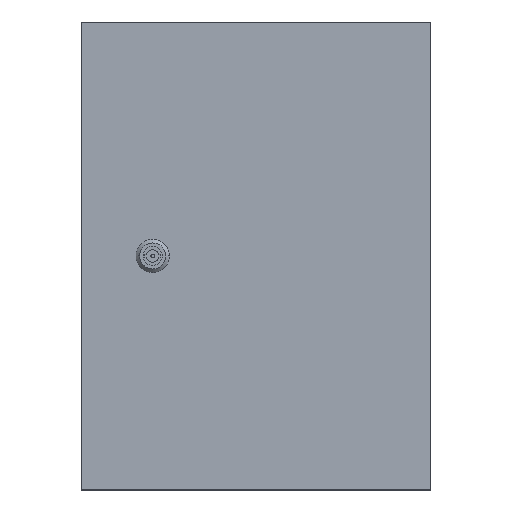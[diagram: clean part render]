
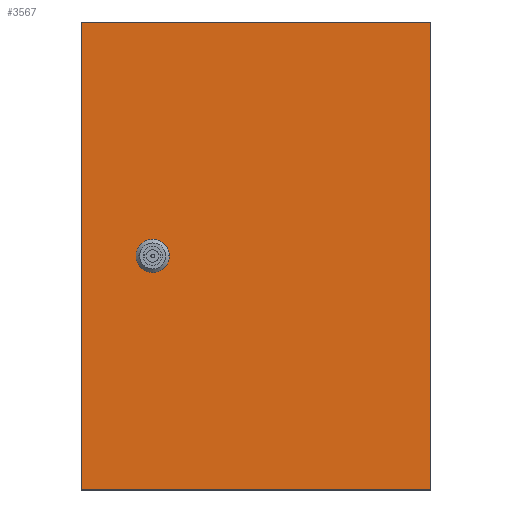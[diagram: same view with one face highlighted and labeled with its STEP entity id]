
A CAD part, top view. The second image highlights one B-rep face of the part: STEP entity #3567.
In plain terms, the highlighted planar face has unit normal (0, 0, 1).
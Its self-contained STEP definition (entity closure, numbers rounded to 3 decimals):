
#121 = EDGE_CURVE ( 'NONE', #12943, #5192, #3242, .T. ) ;
#169 = AXIS2_PLACEMENT_3D ( 'NONE', #8563, #8655, #12871 ) ;
#214 = CIRCLE ( 'NONE', #13280, 14. ) ;
#1111 = DIRECTION ( 'NONE',  ( 0., 0., -1. ) ) ;
#1291 = CARTESIAN_POINT ( 'NONE',  ( 3., 397., 17. ) ) ;
#1361 = CARTESIAN_POINT ( 'NONE',  ( 297., 397., 17. ) ) ;
#1435 = CARTESIAN_POINT ( 'NONE',  ( 3., 397., 17. ) ) ;
#2011 = ORIENTED_EDGE ( 'NONE', *, *, #8433, .T. ) ;
#2024 = VERTEX_POINT ( 'NONE', #8164 ) ;
#2365 = DIRECTION ( 'NONE',  ( -1., 0., 0. ) ) ;
#2444 = DIRECTION ( 'NONE',  ( 1., 0., 0. ) ) ;
#3242 = LINE ( 'NONE', #9041, #14261 ) ;
#3513 = CIRCLE ( 'NONE', #169, 14. ) ;
#3567 = ADVANCED_FACE ( 'NONE', ( #6793, #6619 ), #6898, .T. ) ;
#3759 = ORIENTED_EDGE ( 'NONE', *, *, #11188, .T. ) ;
#4537 = VERTEX_POINT ( 'NONE', #7703 ) ;
#5122 = LINE ( 'NONE', #16644, #7431 ) ;
#5192 = VERTEX_POINT ( 'NONE', #1361 ) ;
#6294 = ORIENTED_EDGE ( 'NONE', *, *, #11069, .T. ) ;
#6619 = FACE_OUTER_BOUND ( 'NONE', #14340, .T. ) ;
#6793 = FACE_BOUND ( 'NONE', #11737, .T. ) ;
#6898 = PLANE ( 'NONE',  #15595 ) ;
#7225 = DIRECTION ( 'NONE',  ( 0., -1., 0. ) ) ;
#7272 = CARTESIAN_POINT ( 'NONE',  ( 297., 3., 17. ) ) ;
#7431 = VECTOR ( 'NONE', #2365, 1000. ) ;
#7703 = CARTESIAN_POINT ( 'NONE',  ( 77., 200., 17. ) ) ;
#8152 = DIRECTION ( 'NONE',  ( -1., 0., 0. ) ) ;
#8164 = CARTESIAN_POINT ( 'NONE',  ( 3., 3., 17. ) ) ;
#8318 = VECTOR ( 'NONE', #17521, 1000. ) ;
#8386 = LINE ( 'NONE', #12779, #8318 ) ;
#8433 = EDGE_CURVE ( 'NONE', #5192, #12969, #5122, .T. ) ;
#8563 = CARTESIAN_POINT ( 'NONE',  ( 63., 200., 17. ) ) ;
#8655 = DIRECTION ( 'NONE',  ( 0., 0., -1. ) ) ;
#8715 = VECTOR ( 'NONE', #7225, 1000. ) ;
#8934 = DIRECTION ( 'NONE',  ( 0., 1., 0. ) ) ;
#9041 = CARTESIAN_POINT ( 'NONE',  ( 297., 397., 17. ) ) ;
#9372 = ORIENTED_EDGE ( 'NONE', *, *, #121, .T. ) ;
#10099 = EDGE_CURVE ( 'NONE', #4537, #10596, #214, .T. ) ;
#10596 = VERTEX_POINT ( 'NONE', #12708 ) ;
#11069 = EDGE_CURVE ( 'NONE', #2024, #12943, #8386, .T. ) ;
#11188 = EDGE_CURVE ( 'NONE', #10596, #4537, #3513, .T. ) ;
#11737 = EDGE_LOOP ( 'NONE', ( #3759, #16271 ) ) ;
#12440 = CARTESIAN_POINT ( 'NONE',  ( 63., 200., 17. ) ) ;
#12617 = DIRECTION ( 'NONE',  ( 0., 0., 1. ) ) ;
#12708 = CARTESIAN_POINT ( 'NONE',  ( 49., 200., 17. ) ) ;
#12779 = CARTESIAN_POINT ( 'NONE',  ( 3., 3., 17. ) ) ;
#12871 = DIRECTION ( 'NONE',  ( -1., 0., 0. ) ) ;
#12943 = VERTEX_POINT ( 'NONE', #7272 ) ;
#12969 = VERTEX_POINT ( 'NONE', #1291 ) ;
#13280 = AXIS2_PLACEMENT_3D ( 'NONE', #12440, #1111, #8152 ) ;
#14140 = CARTESIAN_POINT ( 'NONE',  ( 0., 0., 17. ) ) ;
#14261 = VECTOR ( 'NONE', #8934, 1000. ) ;
#14340 = EDGE_LOOP ( 'NONE', ( #18345, #6294, #9372, #2011 ) ) ;
#14620 = EDGE_CURVE ( 'NONE', #12969, #2024, #18564, .T. ) ;
#15595 = AXIS2_PLACEMENT_3D ( 'NONE', #14140, #12617, #2444 ) ;
#16271 = ORIENTED_EDGE ( 'NONE', *, *, #10099, .T. ) ;
#16644 = CARTESIAN_POINT ( 'NONE',  ( 3., 397., 17. ) ) ;
#17521 = DIRECTION ( 'NONE',  ( 1., 0., 0. ) ) ;
#18345 = ORIENTED_EDGE ( 'NONE', *, *, #14620, .T. ) ;
#18564 = LINE ( 'NONE', #1435, #8715 ) ;
